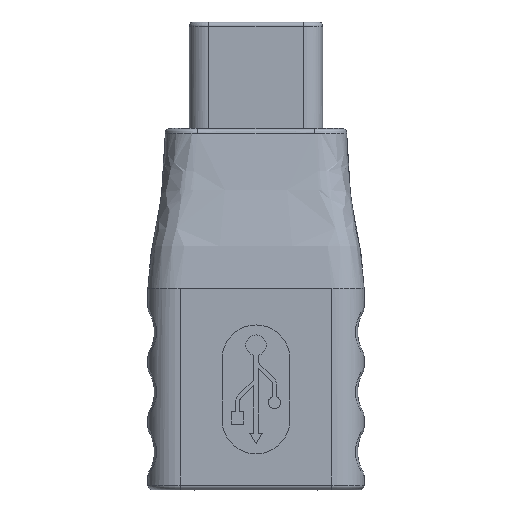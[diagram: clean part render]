
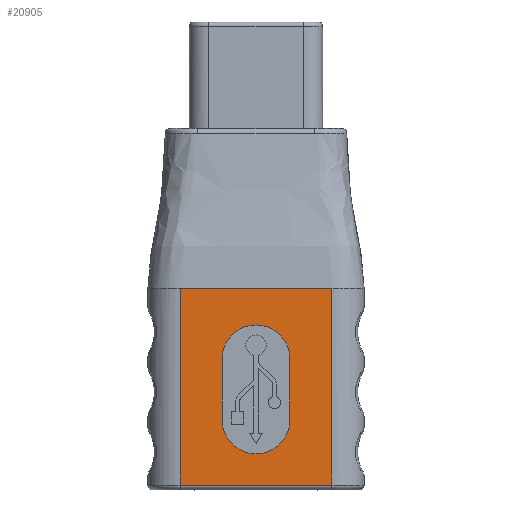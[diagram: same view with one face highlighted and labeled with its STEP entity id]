
A CAD part, front view. The second image highlights one B-rep face of the part: STEP entity #20905.
In plain terms, the highlighted planar face has unit normal (0, -1, 0).
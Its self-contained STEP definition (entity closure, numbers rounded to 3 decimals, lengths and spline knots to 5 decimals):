
#1122 = DIRECTION ( 'NONE',  ( 0., -1., 0. ) ) ;
#1481 = CARTESIAN_POINT ( 'NONE',  ( 0.18504, -0.15748, -1.12992 ) ) ;
#2090 = VERTEX_POINT ( 'NONE', #60073 ) ;
#2204 = EDGE_CURVE ( 'NONE', #25188, #20496, #23491, .T. ) ;
#4830 = AXIS2_PLACEMENT_3D ( 'NONE', #29009, #1122, #5851 ) ;
#5651 = DIRECTION ( 'NONE',  ( -1., 0., 0. ) ) ;
#5851 = DIRECTION ( 'NONE',  ( -1., 0., 0. ) ) ;
#6432 = EDGE_CURVE ( 'NONE', #2090, #25188, #22410, .T. ) ;
#7638 = VERTEX_POINT ( 'NONE', #53667 ) ;
#7943 = DIRECTION ( 'NONE',  ( 0., 0., -1. ) ) ;
#8063 = VERTEX_POINT ( 'NONE', #43453 ) ;
#9271 = DIRECTION ( 'NONE',  ( 1., 0., 0. ) ) ;
#12007 = EDGE_CURVE ( 'NONE', #7638, #27190, #24970, .T. ) ;
#12051 = DIRECTION ( 'NONE',  ( 0., 0., -1. ) ) ;
#12611 = ORIENTED_EDGE ( 'NONE', *, *, #55000, .T. ) ;
#13549 = FACE_OUTER_BOUND ( 'NONE', #44161, .T. ) ;
#14886 = AXIS2_PLACEMENT_3D ( 'NONE', #49021, #15872, #57737 ) ;
#15019 = FACE_BOUND ( 'NONE', #25392, .T. ) ;
#15073 = VERTEX_POINT ( 'NONE', #34099 ) ;
#15205 = VECTOR ( 'NONE', #9271, 39.37008 ) ;
#15858 = AXIS2_PLACEMENT_3D ( 'NONE', #32557, #46798, #37023 ) ;
#15872 = DIRECTION ( 'NONE',  ( 0., -1., 0. ) ) ;
#18180 = CARTESIAN_POINT ( 'NONE',  ( 0.18504, -0.15748, -0.64961 ) ) ;
#20496 = VERTEX_POINT ( 'NONE', #40933 ) ;
#20905 = ADVANCED_FACE ( 'NONE', ( #15019, #13549 ), #43752, .T. ) ;
#22054 = VERTEX_POINT ( 'NONE', #53960 ) ;
#22331 = EDGE_CURVE ( 'NONE', #27190, #15073, #47224, .T. ) ;
#22410 = LINE ( 'NONE', #44347, #39892 ) ;
#23491 = CIRCLE ( 'NONE', #4830, 0.08268 ) ;
#24126 = CARTESIAN_POINT ( 'NONE',  ( 0.18504, -0.15748, -0.64961 ) ) ;
#24483 = CARTESIAN_POINT ( 'NONE',  ( 0.08268, -0.15748, -0.97146 ) ) ;
#24970 = LINE ( 'NONE', #31270, #42394 ) ;
#25188 = VERTEX_POINT ( 'NONE', #59003 ) ;
#25392 = EDGE_LOOP ( 'NONE', ( #50556, #45162, #38178, #47046 ) ) ;
#26757 = DIRECTION ( 'NONE',  ( 0., 0., -1. ) ) ;
#27190 = VERTEX_POINT ( 'NONE', #44332 ) ;
#28390 = EDGE_CURVE ( 'NONE', #8063, #15073, #59640, .T. ) ;
#29009 = CARTESIAN_POINT ( 'NONE',  ( 0., -0.15748, -0.97146 ) ) ;
#29235 = ORIENTED_EDGE ( 'NONE', *, *, #12007, .T. ) ;
#29373 = DIRECTION ( 'NONE',  ( 0., 0., 1. ) ) ;
#31270 = CARTESIAN_POINT ( 'NONE',  ( -0.18504, -0.15748, -0.64961 ) ) ;
#32557 = CARTESIAN_POINT ( 'NONE',  ( 0., -0.15748, -0.82185 ) ) ;
#34099 = CARTESIAN_POINT ( 'NONE',  ( 0.18504, -0.15748, -1.12992 ) ) ;
#37023 = DIRECTION ( 'NONE',  ( -1., 0., 0. ) ) ;
#37089 = VECTOR ( 'NONE', #26757, 39.37008 ) ;
#38178 = ORIENTED_EDGE ( 'NONE', *, *, #57927, .F. ) ;
#39892 = VECTOR ( 'NONE', #12051, 39.37008 ) ;
#40242 = LINE ( 'NONE', #24126, #41666 ) ;
#40829 = CIRCLE ( 'NONE', #15858, 0.08268 ) ;
#40933 = CARTESIAN_POINT ( 'NONE',  ( 0.08268, -0.15748, -0.97146 ) ) ;
#41520 = ORIENTED_EDGE ( 'NONE', *, *, #22331, .T. ) ;
#41666 = VECTOR ( 'NONE', #5651, 39.37008 ) ;
#42394 = VECTOR ( 'NONE', #7943, 39.37008 ) ;
#43453 = CARTESIAN_POINT ( 'NONE',  ( 0.18504, -0.15748, -0.64961 ) ) ;
#43752 = PLANE ( 'NONE',  #14886 ) ;
#44161 = EDGE_LOOP ( 'NONE', ( #29235, #41520, #47082, #12611 ) ) ;
#44332 = CARTESIAN_POINT ( 'NONE',  ( -0.18504, -0.15748, -1.12992 ) ) ;
#44347 = CARTESIAN_POINT ( 'NONE',  ( -0.08268, -0.15748, -0.97146 ) ) ;
#45162 = ORIENTED_EDGE ( 'NONE', *, *, #6432, .F. ) ;
#46798 = DIRECTION ( 'NONE',  ( 0., -1., 0. ) ) ;
#47046 = ORIENTED_EDGE ( 'NONE', *, *, #55421, .F. ) ;
#47082 = ORIENTED_EDGE ( 'NONE', *, *, #28390, .F. ) ;
#47224 = LINE ( 'NONE', #1481, #15205 ) ;
#49021 = CARTESIAN_POINT ( 'NONE',  ( 0.18504, -0.15748, -0.64961 ) ) ;
#50318 = VECTOR ( 'NONE', #29373, 39.37008 ) ;
#50556 = ORIENTED_EDGE ( 'NONE', *, *, #2204, .F. ) ;
#52508 = LINE ( 'NONE', #24483, #50318 ) ;
#53667 = CARTESIAN_POINT ( 'NONE',  ( -0.18504, -0.15748, -0.64961 ) ) ;
#53960 = CARTESIAN_POINT ( 'NONE',  ( 0.08268, -0.15748, -0.82185 ) ) ;
#55000 = EDGE_CURVE ( 'NONE', #8063, #7638, #40242, .T. ) ;
#55421 = EDGE_CURVE ( 'NONE', #20496, #22054, #52508, .T. ) ;
#57737 = DIRECTION ( 'NONE',  ( -1., 0., 0. ) ) ;
#57927 = EDGE_CURVE ( 'NONE', #22054, #2090, #40829, .T. ) ;
#59003 = CARTESIAN_POINT ( 'NONE',  ( -0.08268, -0.15748, -0.97146 ) ) ;
#59640 = LINE ( 'NONE', #18180, #37089 ) ;
#60073 = CARTESIAN_POINT ( 'NONE',  ( -0.08268, -0.15748, -0.82185 ) ) ;
